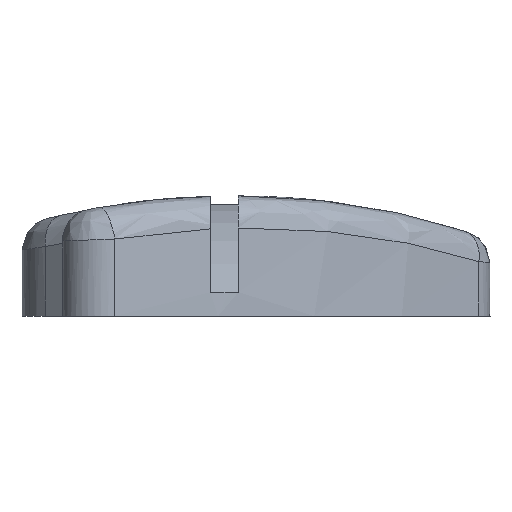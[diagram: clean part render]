
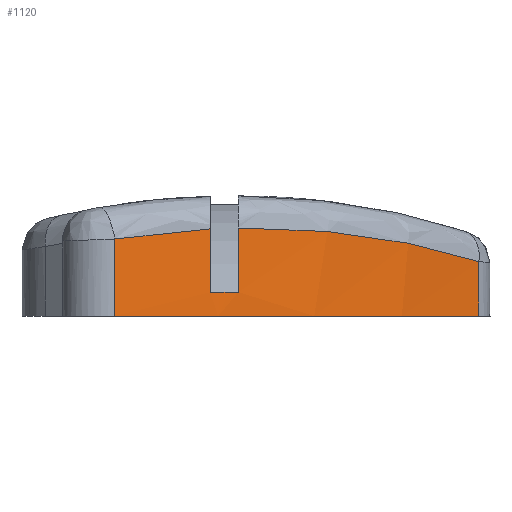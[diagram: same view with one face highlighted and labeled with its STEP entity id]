
A CAD part, left-side view. The second image highlights one B-rep face of the part: STEP entity #1120.
In plain terms, the highlighted cylindrical face has radius 100 mm (diameter 200 mm), a partial arc.
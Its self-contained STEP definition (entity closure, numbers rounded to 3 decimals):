
#74=LINE('',#1645,#143);
#83=LINE('',#1697,#152);
#99=LINE('',#2554,#168);
#106=LINE('',#2574,#175);
#143=VECTOR('',#1324,7.884);
#152=VECTOR('',#1349,7.99);
#168=VECTOR('',#1431,6.809);
#175=VECTOR('',#1454,9.613);
#229=CIRCLE('',#1167,100.);
#256=CIRCLE('',#1210,100.);
#321=FACE_OUTER_BOUND('',#401,.T.);
#401=EDGE_LOOP('',(#997,#998,#999,#1000,#1001,#1002,#1003,#1004));
#421=B_SPLINE_CURVE_WITH_KNOTS('',3,(#1776,#1777,#1778,#1779,#1780,#1781),
 .UNSPECIFIED.,.F.,.F.,(4,1,1,4),(1.614,2.684,3.755,
5.36),.UNSPECIFIED.);
#424=B_SPLINE_CURVE_WITH_KNOTS('',3,(#1821,#1822,#1823,#1824),
 .UNSPECIFIED.,.F.,.F.,(4,4),(0.,1.239),.UNSPECIFIED.);
#497=VERTEX_POINT('',#1643);
#498=VERTEX_POINT('',#1644);
#508=VERTEX_POINT('',#1692);
#509=VERTEX_POINT('',#1696);
#517=VERTEX_POINT('',#1775);
#520=VERTEX_POINT('',#1819);
#553=VERTEX_POINT('',#2553);
#558=VERTEX_POINT('',#2573);
#613=EDGE_CURVE('',#497,#498,#74,.T.);
#626=EDGE_CURVE('',#508,#497,#229,.T.);
#628=EDGE_CURVE('',#509,#508,#83,.T.);
#638=EDGE_CURVE('',#509,#517,#421,.T.);
#643=EDGE_CURVE('',#520,#498,#424,.T.);
#705=EDGE_CURVE('',#553,#517,#99,.T.);
#715=EDGE_CURVE('',#558,#520,#106,.T.);
#716=EDGE_CURVE('',#558,#553,#256,.T.);
#997=ORIENTED_EDGE('',*,*,#613,.T.);
#998=ORIENTED_EDGE('',*,*,#643,.F.);
#999=ORIENTED_EDGE('',*,*,#715,.F.);
#1000=ORIENTED_EDGE('',*,*,#716,.T.);
#1001=ORIENTED_EDGE('',*,*,#705,.T.);
#1002=ORIENTED_EDGE('',*,*,#638,.F.);
#1003=ORIENTED_EDGE('',*,*,#628,.T.);
#1004=ORIENTED_EDGE('',*,*,#626,.T.);
#1055=CYLINDRICAL_SURFACE('',#1209,100.);
#1120=ADVANCED_FACE('',(#321),#1055,.T.);
#1167=AXIS2_PLACEMENT_3D('',#1693,#1344,#1345);
#1209=AXIS2_PLACEMENT_3D('',#2572,#1452,#1453);
#1210=AXIS2_PLACEMENT_3D('',#2575,#1455,#1456);
#1324=DIRECTION('',(0.,0.,1.));
#1344=DIRECTION('center_axis',(0.,0.,-1.));
#1345=DIRECTION('ref_axis',(-0.949,-0.316,0.));
#1349=DIRECTION('',(0.,0.,-1.));
#1431=DIRECTION('',(0.,0.,1.));
#1452=DIRECTION('center_axis',(0.,0.,1.));
#1453=DIRECTION('ref_axis',(-0.949,-0.316,0.));
#1454=DIRECTION('',(0.,0.,1.));
#1455=DIRECTION('center_axis',(0.,0.,1.));
#1456=DIRECTION('ref_axis',(-0.949,-0.316,0.));
#1643=CARTESIAN_POINT('',(-90.043,-43.5,3.));
#1644=CARTESIAN_POINT('',(-90.043,-43.5,10.884));
#1645=CARTESIAN_POINT('',(-90.043,-43.5,0.));
#1692=CARTESIAN_POINT('',(-88.267,-47.,3.));
#1693=CARTESIAN_POINT('Origin',(0.,0.,3.));
#1696=CARTESIAN_POINT('',(-88.267,-47.,10.99));
#1697=CARTESIAN_POINT('',(-88.267,-47.,0.));
#1775=CARTESIAN_POINT('',(-63.83,-76.979,6.809));
#1776=CARTESIAN_POINT('Ctrl Pts',(-88.267,-47.,10.99));
#1777=CARTESIAN_POINT('Ctrl Pts',(-86.514,-50.292,11.035));
#1778=CARTESIAN_POINT('Ctrl Pts',(-82.656,-56.654,10.816));
#1779=CARTESIAN_POINT('Ctrl Pts',(-74.664,-67.021,9.519));
#1780=CARTESIAN_POINT('Ctrl Pts',(-68.027,-73.499,7.922));
#1781=CARTESIAN_POINT('Ctrl Pts',(-63.83,-76.979,6.809));
#1819=CARTESIAN_POINT('',(-94.883,-31.579,9.613));
#1821=CARTESIAN_POINT('Ctrl Pts',(-94.883,-31.579,9.613));
#1822=CARTESIAN_POINT('Ctrl Pts',(-93.543,-35.605,10.293));
#1823=CARTESIAN_POINT('Ctrl Pts',(-91.921,-39.611,10.7));
#1824=CARTESIAN_POINT('Ctrl Pts',(-90.043,-43.5,10.884));
#2553=CARTESIAN_POINT('',(-63.83,-76.979,0.));
#2554=CARTESIAN_POINT('',(-63.83,-76.979,0.));
#2572=CARTESIAN_POINT('Origin',(0.,0.,0.));
#2573=CARTESIAN_POINT('',(-94.883,-31.579,0.));
#2574=CARTESIAN_POINT('',(-94.883,-31.579,0.));
#2575=CARTESIAN_POINT('Origin',(0.,0.,0.));
